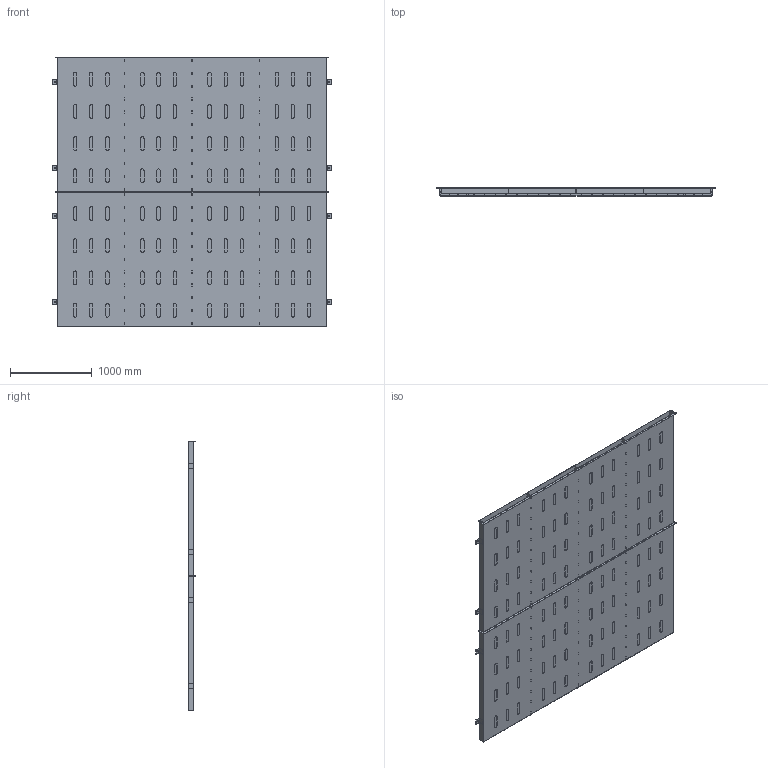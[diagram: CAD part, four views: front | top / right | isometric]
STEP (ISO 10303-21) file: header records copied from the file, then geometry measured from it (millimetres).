
FILE_DESCRIPTION(('FreeCAD Model'),'2;1');
FILE_NAME('Open CASCADE Shape Model','2025-05-01T18:40:01',('FreeCAD'),( 'FreeCAD'),'Open CASCADE STEP processor 7.6','FreeCAD','Unknown');
FILE_SCHEMA(('AUTOMOTIVE_DESIGN { 1 0 10303 214 1 1 1 1 }'));
Products named in the file (1): Open CASCADE STEP translator 7.6 1
Bounding box: 3406.96 x 95.68 x 3276.55 mm (x, y, z)
Volume: 44340036.2 mm3; surface area: 45286689.8 mm2
Topology: 33 solids, 33 shells, 2686 faces, 7860 edges, 5240 vertices
Faces by surface type: bspline 2686
Entity records: 84838 total; most frequent: CARTESIAN_POINT 36649, ORIENTED_EDGE 15720, EDGE_CURVE 7860, B_SPLINE_CURVE_WITH_KNOTS 7196, VERTEX_POINT 5240, FACE_BOUND 3526, EDGE_LOOP 3526, ADVANCED_FACE 2686
